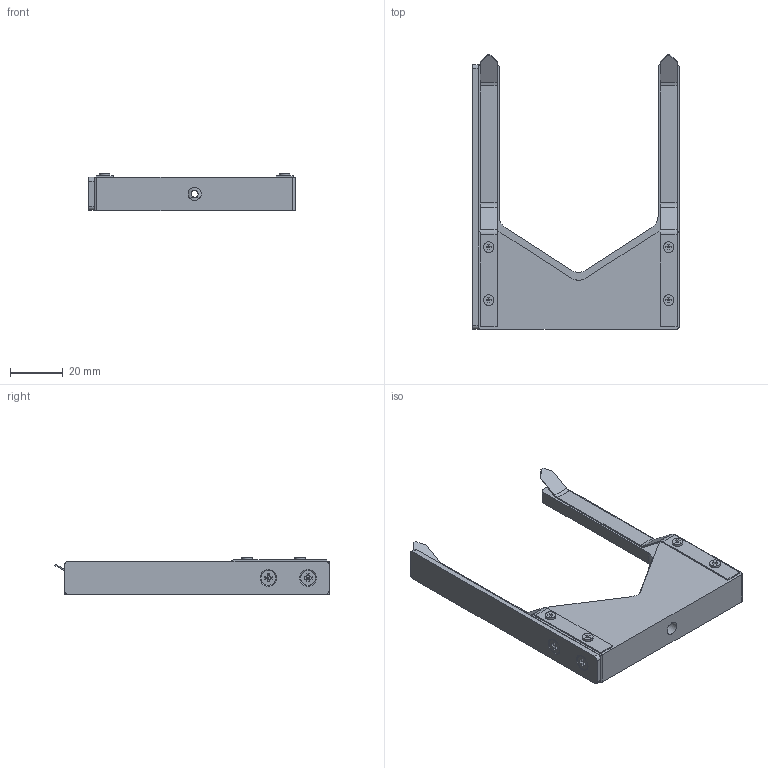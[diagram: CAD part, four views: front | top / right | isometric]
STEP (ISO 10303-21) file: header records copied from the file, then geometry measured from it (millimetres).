
FILE_DESCRIPTION (( 'STEP AP203' ), '1' );
FILE_NAME ('SFH-3.step', '2017-01-11T07:28:39', ( '¦K¬P' ), ( '' ), 'SwSTEP 2.0', 'SolidWorks 2012', '' );
FILE_SCHEMA (( 'CONFIG_CONTROL_DESIGN' ));
Length unit declared in the file: millimetre
Products named in the file (1): SFH-3
Bounding box: 78 x 103.7 x 14.1 mm (x, y, z)
Surface area: 15447.8 mm2 (no closed solid volume)
Topology: 0 solids, 12 shells, 160 faces, 469 edges, 320 vertices
Faces by surface type: plane 124, cylinder 34, cone 2
Full cylindrical faces by diameter (mm): 2.6 x1, 3 x2, 4 x4, 5 x1
Entity records: 5313 total; most frequent: CARTESIAN_POINT 979, DIRECTION 871, ORIENTED_EDGE 814, EDGE_CURVE 459, VECTOR 367, LINE 367, VERTEX_POINT 320, AXIS2_PLACEMENT_3D 252
